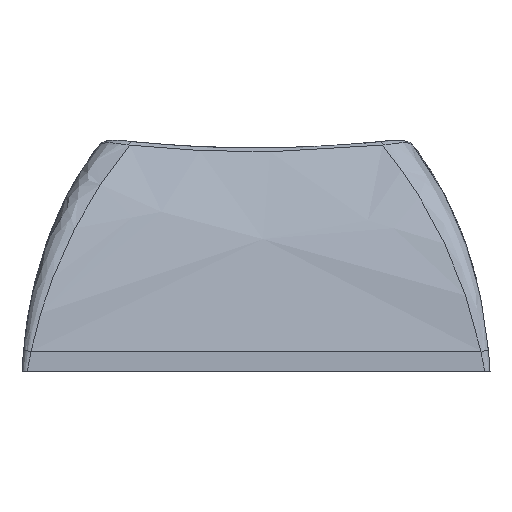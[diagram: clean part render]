
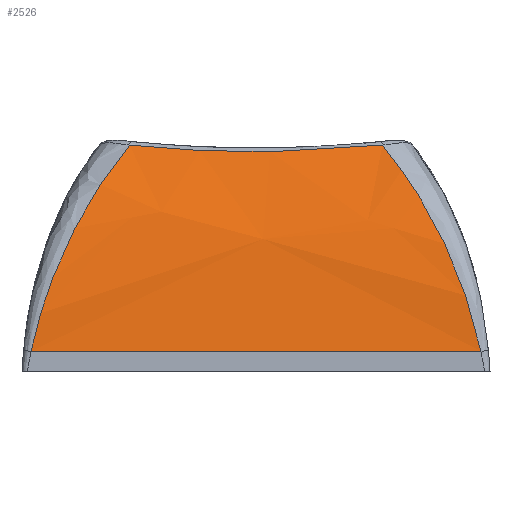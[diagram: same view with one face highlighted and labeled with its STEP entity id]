
A CAD part, left-side view. The second image highlights one B-rep face of the part: STEP entity #2526.
In plain terms, the highlighted free-form (B-spline) face has degree [3, 1] with [5, 2] control points.
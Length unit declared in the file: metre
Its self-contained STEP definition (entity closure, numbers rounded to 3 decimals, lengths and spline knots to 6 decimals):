
#49=B_SPLINE_SURFACE_WITH_KNOTS('',3,1,((#5278,#5279),(#5280,#5281),(#5282,
#5283),(#5284,#5285),(#5286,#5287)),.SURF_OF_LINEAR_EXTRUSION.,.F.,.F.,
 .F.,(4,1,4),(2,2),(0.03509,0.517545,1.),
(0.,1.),.UNSPECIFIED.);
#103=B_SPLINE_CURVE_WITH_KNOTS('',3,(#4282,#4283,#4284,#4285),
 .UNSPECIFIED.,.F.,.F.,(4,4),(0.,1.),.UNSPECIFIED.);
#128=B_SPLINE_CURVE_WITH_KNOTS('',3,(#4999,#5000,#5001,#5002,#5003,#5004,
#5005,#5006,#5007,#5008,#5009,#5010,#5011,#5012,#5013,#5014,#5015,#5016),
 .UNSPECIFIED.,.F.,.F.,(4,1,1,1,1,1,1,1,1,1,1,1,1,1,1,4),(0.,0.125,0.25,
0.375,0.5,0.625,0.75,0.8125,0.875,0.90625,0.9375,0.953125,0.960938,0.96875,
0.984375,1.),.UNSPECIFIED.);
#132=B_SPLINE_CURVE_WITH_KNOTS('',3,(#5170,#5171,#5172,#5173,#5174,#5175,
#5176,#5177,#5178,#5179,#5180,#5181,#5182,#5183,#5184,#5185,#5186,#5187),
 .UNSPECIFIED.,.F.,.F.,(4,1,1,1,1,1,1,1,1,1,1,1,1,1,1,4),(0.,0.015625,0.03125,
0.039063,0.046875,0.0625,0.09375,0.125,0.1875,0.25,0.375,0.5,0.625,0.75,
0.875,1.),.UNSPECIFIED.);
#848=ORIENTED_EDGE('',*,*,#1239,.T.);
#849=ORIENTED_EDGE('',*,*,#1205,.T.);
#850=ORIENTED_EDGE('',*,*,#1244,.T.);
#851=ORIENTED_EDGE('',*,*,#1257,.T.);
#1205=EDGE_CURVE('',#1456,#1452,#103,.T.);
#1239=EDGE_CURVE('',#1475,#1456,#128,.T.);
#1244=EDGE_CURVE('',#1452,#1478,#132,.T.);
#1257=EDGE_CURVE('',#1478,#1475,#1732,.T.);
#1452=VERTEX_POINT('',#4225);
#1456=VERTEX_POINT('',#4269);
#1475=VERTEX_POINT('',#5017);
#1478=VERTEX_POINT('',#5188);
#1732=LINE('',#5277,#1979);
#1979=VECTOR('',#3200,1.);
#2126=EDGE_LOOP('',(#848,#849,#850,#851));
#2280=FACE_BOUND('',#2126,.T.);
#2526=ADVANCED_FACE('',(#2280),#49,.T.);
#3200=DIRECTION('',(0.,-1.,0.));
#4225=CARTESIAN_POINT('',(0.241474,0.0338,0.008863));
#4269=CARTESIAN_POINT('',(0.241474,0.023903,0.008863));
#4282=CARTESIAN_POINT('',(0.241474,0.023903,0.008863));
#4283=CARTESIAN_POINT('',(0.241194,0.027201,0.008511));
#4284=CARTESIAN_POINT('',(0.241194,0.0305,0.008511));
#4285=CARTESIAN_POINT('',(0.241474,0.0338,0.008863));
#4999=CARTESIAN_POINT('',(0.238511,0.020052,0.0008));
#5000=CARTESIAN_POINT('',(0.238547,0.020141,0.001211));
#5001=CARTESIAN_POINT('',(0.238639,0.020327,0.001974));
#5002=CARTESIAN_POINT('',(0.23886,0.020695,0.003139));
#5003=CARTESIAN_POINT('',(0.239129,0.021094,0.004183));
#5004=CARTESIAN_POINT('',(0.239492,0.02159,0.005281));
#5005=CARTESIAN_POINT('',(0.239876,0.022085,0.006221));
#5006=CARTESIAN_POINT('',(0.240278,0.022573,0.007033));
#5007=CARTESIAN_POINT('',(0.240601,0.02295,0.0076));
#5008=CARTESIAN_POINT('',(0.240834,0.023213,0.007972));
#5009=CARTESIAN_POINT('',(0.241005,0.023404,0.008228));
#5010=CARTESIAN_POINT('',(0.241138,0.023549,0.008418));
#5011=CARTESIAN_POINT('',(0.241208,0.023624,0.008514));
#5012=CARTESIAN_POINT('',(0.241273,0.023695,0.008602));
#5013=CARTESIAN_POINT('',(0.241302,0.023726,0.008641));
#5014=CARTESIAN_POINT('',(0.241378,0.023806,0.008742));
#5015=CARTESIAN_POINT('',(0.241454,0.023882,0.008837));
#5016=CARTESIAN_POINT('',(0.241474,0.023903,0.008863));
#5017=CARTESIAN_POINT('',(0.238511,0.020053,0.0008));
#5170=CARTESIAN_POINT('',(0.241474,0.0338,0.008863));
#5171=CARTESIAN_POINT('',(0.241453,0.033821,0.008837));
#5172=CARTESIAN_POINT('',(0.241378,0.033897,0.008742));
#5173=CARTESIAN_POINT('',(0.241302,0.033976,0.008641));
#5174=CARTESIAN_POINT('',(0.241273,0.034008,0.008602));
#5175=CARTESIAN_POINT('',(0.241208,0.034078,0.008514));
#5176=CARTESIAN_POINT('',(0.241138,0.034154,0.008418));
#5177=CARTESIAN_POINT('',(0.241006,0.034298,0.008229));
#5178=CARTESIAN_POINT('',(0.240833,0.03449,0.007971));
#5179=CARTESIAN_POINT('',(0.240602,0.034753,0.007601));
#5180=CARTESIAN_POINT('',(0.240278,0.03513,0.007033));
#5181=CARTESIAN_POINT('',(0.239877,0.035618,0.006221));
#5182=CARTESIAN_POINT('',(0.239492,0.036113,0.005281));
#5183=CARTESIAN_POINT('',(0.239129,0.036609,0.004183));
#5184=CARTESIAN_POINT('',(0.23886,0.037008,0.003139));
#5185=CARTESIAN_POINT('',(0.238639,0.037375,0.001975));
#5186=CARTESIAN_POINT('',(0.238547,0.037562,0.001211));
#5187=CARTESIAN_POINT('',(0.238511,0.03765,0.0008));
#5188=CARTESIAN_POINT('',(0.238511,0.03765,0.0008));
#5277=CARTESIAN_POINT('',(0.238511,0.028939,0.0008));
#5278=CARTESIAN_POINT('',(0.241507,0.037756,0.008904));
#5279=CARTESIAN_POINT('',(0.241507,0.019947,0.008904));
#5280=CARTESIAN_POINT('',(0.24059,0.037756,0.007764));
#5281=CARTESIAN_POINT('',(0.24059,0.019947,0.007764));
#5282=CARTESIAN_POINT('',(0.239242,0.037756,0.005121));
#5283=CARTESIAN_POINT('',(0.239242,0.019947,0.005121));
#5284=CARTESIAN_POINT('',(0.238637,0.037756,0.00226));
#5285=CARTESIAN_POINT('',(0.238637,0.019947,0.00226));
#5286=CARTESIAN_POINT('',(0.238511,0.037756,0.0008));
#5287=CARTESIAN_POINT('',(0.238511,0.019947,0.0008));
